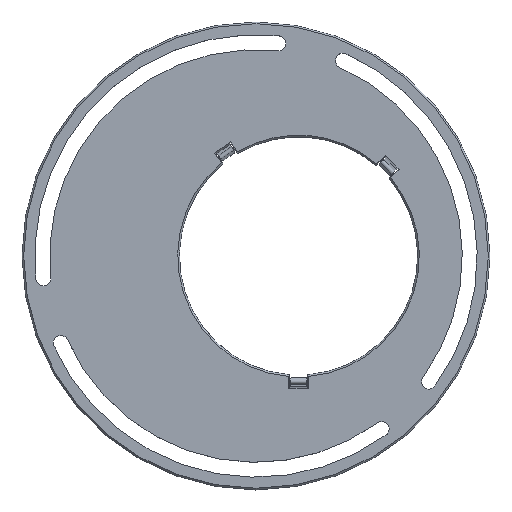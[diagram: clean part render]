
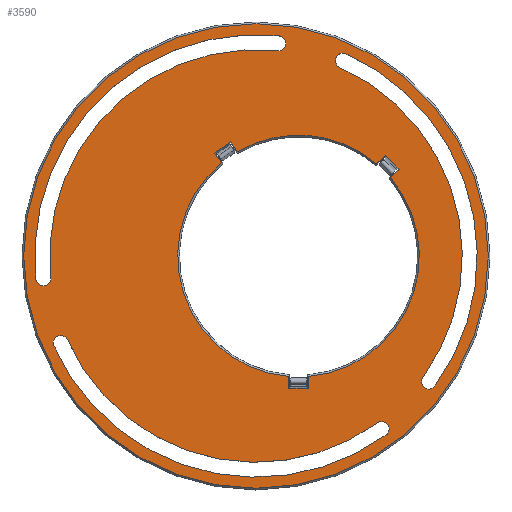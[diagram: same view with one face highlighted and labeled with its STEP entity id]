
A CAD part, top view. The second image highlights one B-rep face of the part: STEP entity #3590.
In plain terms, the highlighted planar face has unit normal (0, 0, 1).
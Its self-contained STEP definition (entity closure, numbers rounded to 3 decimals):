
#53=CARTESIAN_POINT('',(0.,0.,5.));
#54=DIRECTION('',(0.,0.,1.));
#55=DIRECTION('',(-1.,0.,0.));
#56=AXIS2_PLACEMENT_3D('',#53,#54,#55);
#58=CARTESIAN_POINT('',(0.,0.,5.));
#59=DIRECTION('',(0.,0.,1.));
#60=DIRECTION('',(1.,0.,0.));
#61=AXIS2_PLACEMENT_3D('',#58,#59,#60);
#63=DIRECTION('',(-0.707,-0.707,0.));
#64=VECTOR('',#63,2.834);
#65=CARTESIAN_POINT('',(33.629,20.413,5.));
#66=LINE('',#65,#64);
#67=DIRECTION('',(-0.707,0.707,0.));
#68=VECTOR('',#67,4.548);
#69=CARTESIAN_POINT('',(33.629,20.413,5.));
#70=LINE('',#69,#68);
#71=DIRECTION('',(-0.707,-0.707,0.));
#72=VECTOR('',#71,2.834);
#73=CARTESIAN_POINT('',(30.413,23.629,5.));
#74=LINE('',#73,#72);
#75=DIRECTION('',(0.574,-0.819,0.));
#76=VECTOR('',#75,2.834);
#77=CARTESIAN_POINT('',(-6.,26.815,5.));
#78=LINE('',#77,#76);
#79=DIRECTION('',(-0.819,-0.574,0.));
#80=VECTOR('',#79,4.548);
#81=CARTESIAN_POINT('',(-6.,26.815,5.));
#82=LINE('',#81,#80);
#83=DIRECTION('',(0.574,-0.819,0.));
#84=VECTOR('',#83,2.834);
#85=CARTESIAN_POINT('',(-9.726,24.207,5.));
#86=LINE('',#85,#84);
#87=DIRECTION('',(0.,1.,0.));
#88=VECTOR('',#87,2.834);
#89=CARTESIAN_POINT('',(7.726,-31.143,5.));
#90=LINE('',#89,#88);
#91=DIRECTION('',(1.,0.,0.));
#92=VECTOR('',#91,4.548);
#93=CARTESIAN_POINT('',(7.726,-31.143,5.));
#94=LINE('',#93,#92);
#95=DIRECTION('',(0.,1.,0.));
#96=VECTOR('',#95,2.834);
#97=CARTESIAN_POINT('',(12.274,-31.143,5.));
#98=LINE('',#97,#96);
#99=CARTESIAN_POINT('',(-49.975,-5.253,5.));
#100=DIRECTION('',(0.,0.,-1.));
#101=DIRECTION('',(0.995,0.105,0.));
#102=AXIS2_PLACEMENT_3D('',#99,#100,#101);
#104=CARTESIAN_POINT('',(0.,0.,5.));
#105=DIRECTION('',(0.,0.,-1.));
#106=DIRECTION('',(-0.995,-0.105,0.));
#107=AXIS2_PLACEMENT_3D('',#104,#105,#106);
#109=CARTESIAN_POINT('',(5.253,49.975,5.));
#110=DIRECTION('',(0.,0.,-1.));
#111=DIRECTION('',(0.105,0.995,0.));
#112=AXIS2_PLACEMENT_3D('',#109,#110,#111);
#114=CARTESIAN_POINT('',(0.,0.,5.));
#115=DIRECTION('',(0.,0.,-1.));
#116=DIRECTION('',(-0.995,-0.105,0.));
#117=AXIS2_PLACEMENT_3D('',#114,#115,#116);
#119=CARTESIAN_POINT('',(29.536,-40.653,5.));
#120=DIRECTION('',(0.,0.,-1.));
#121=DIRECTION('',(-0.588,0.809,0.));
#122=AXIS2_PLACEMENT_3D('',#119,#120,#121);
#124=CARTESIAN_POINT('',(0.,0.,5.));
#125=DIRECTION('',(0.,0.,-1.));
#126=DIRECTION('',(0.588,-0.809,0.));
#127=AXIS2_PLACEMENT_3D('',#124,#125,#126);
#129=CARTESIAN_POINT('',(-45.906,-20.439,5.));
#130=DIRECTION('',(0.,0.,-1.));
#131=DIRECTION('',(-0.914,-0.407,0.));
#132=AXIS2_PLACEMENT_3D('',#129,#130,#131);
#134=CARTESIAN_POINT('',(0.,0.,5.));
#135=DIRECTION('',(0.,0.,-1.));
#136=DIRECTION('',(0.588,-0.809,0.));
#137=AXIS2_PLACEMENT_3D('',#134,#135,#136);
#139=CARTESIAN_POINT('',(20.439,45.906,5.));
#140=DIRECTION('',(0.,0.,-1.));
#141=DIRECTION('',(-0.407,-0.914,0.));
#142=AXIS2_PLACEMENT_3D('',#139,#140,#141);
#144=CARTESIAN_POINT('',(0.,0.,5.));
#145=DIRECTION('',(0.,0.,-1.));
#146=DIRECTION('',(0.407,0.914,0.));
#147=AXIS2_PLACEMENT_3D('',#144,#145,#146);
#149=CARTESIAN_POINT('',(40.653,-29.536,5.));
#150=DIRECTION('',(0.,0.,-1.));
#151=DIRECTION('',(0.809,-0.588,0.));
#152=AXIS2_PLACEMENT_3D('',#149,#150,#151);
#154=CARTESIAN_POINT('',(0.,0.,5.));
#155=DIRECTION('',(0.,0.,-1.));
#156=DIRECTION('',(0.407,0.914,0.));
#157=AXIS2_PLACEMENT_3D('',#154,#155,#156);
#168=CARTESIAN_POINT('',(10.,0.,5.));
#169=DIRECTION('',(0.,0.,-1.));
#170=DIRECTION('',(0.761,0.648,0.));
#171=AXIS2_PLACEMENT_3D('',#168,#169,#170);
#203=CARTESIAN_POINT('',(12.274,-28.309,5.));
#2160=CARTESIAN_POINT('',(-8.1,21.885,5.));
#2190=CARTESIAN_POINT('',(10.,0.,5.));
#2191=DIRECTION('',(0.,0.,-1.));
#2192=DIRECTION('',(-0.08,-0.997,0.));
#2193=AXIS2_PLACEMENT_3D('',#2190,#2191,#2192);
#2199=CARTESIAN_POINT('',(7.726,-28.309,5.));
#2234=CARTESIAN_POINT('',(-4.374,24.494,5.));
#2260=CARTESIAN_POINT('',(10.,0.,5.));
#2261=DIRECTION('',(0.,0.,-1.));
#2262=DIRECTION('',(-0.506,0.862,0.));
#2263=AXIS2_PLACEMENT_3D('',#2260,#2261,#2262);
#2265=CARTESIAN_POINT('',(28.409,21.625,5.));
#2660=CARTESIAN_POINT('',(31.625,18.409,5.));
#3029=CARTESIAN_POINT('',(-54.6,0.,5.));
#3030=CARTESIAN_POINT('',(54.6,0.,5.));
#3031=VERTEX_POINT('',#3029);
#3032=VERTEX_POINT('',#3030);
#3071=CARTESIAN_POINT('',(7.726,-31.143,5.));
#3072=CARTESIAN_POINT('',(12.274,-31.143,5.));
#3073=VERTEX_POINT('',#3071);
#3074=VERTEX_POINT('',#3072);
#3105=CARTESIAN_POINT('',(33.629,20.413,5.));
#3106=CARTESIAN_POINT('',(30.413,23.629,5.));
#3107=VERTEX_POINT('',#3105);
#3108=VERTEX_POINT('',#3106);
#3139=CARTESIAN_POINT('',(-6.,26.815,5.));
#3140=CARTESIAN_POINT('',(-9.726,24.207,5.));
#3141=VERTEX_POINT('',#3139);
#3142=VERTEX_POINT('',#3140);
#3380=VERTEX_POINT('',#2660);
#3381=VERTEX_POINT('',#203);
#3384=VERTEX_POINT('',#2199);
#3385=VERTEX_POINT('',#2160);
#3388=VERTEX_POINT('',#2234);
#3389=VERTEX_POINT('',#2265);
#3391=CARTESIAN_POINT('',(-48.234,-5.07,5.));
#3392=CARTESIAN_POINT('',(-51.715,-5.435,5.));
#3393=VERTEX_POINT('',#3391);
#3394=VERTEX_POINT('',#3392);
#3395=CARTESIAN_POINT('',(5.435,51.715,5.));
#3396=VERTEX_POINT('',#3395);
#3397=CARTESIAN_POINT('',(5.07,48.234,5.));
#3398=VERTEX_POINT('',#3397);
#3407=CARTESIAN_POINT('',(28.508,-39.237,5.));
#3408=CARTESIAN_POINT('',(30.565,-42.069,5.));
#3409=VERTEX_POINT('',#3407);
#3410=VERTEX_POINT('',#3408);
#3411=CARTESIAN_POINT('',(-47.504,-21.15,5.));
#3412=VERTEX_POINT('',#3411);
#3413=CARTESIAN_POINT('',(-44.307,-19.727,5.));
#3414=VERTEX_POINT('',#3413);
#3423=CARTESIAN_POINT('',(19.727,44.307,5.));
#3424=CARTESIAN_POINT('',(21.15,47.504,5.));
#3425=VERTEX_POINT('',#3423);
#3426=VERTEX_POINT('',#3424);
#3427=CARTESIAN_POINT('',(42.069,-30.565,5.));
#3428=VERTEX_POINT('',#3427);
#3429=CARTESIAN_POINT('',(39.237,-28.508,5.));
#3430=VERTEX_POINT('',#3429);
#3524=CARTESIAN_POINT('',(0.,0.,5.));
#3525=DIRECTION('',(0.,0.,-1.));
#3526=DIRECTION('',(1.,0.,0.));
#3527=AXIS2_PLACEMENT_3D('',#3524,#3525,#3526);
#3528=PLANE('',#3527);
#3529=ORIENTED_EDGE('',*,*,#3514,.F.);
#3531=ORIENTED_EDGE('',*,*,#3530,.F.);
#3532=EDGE_LOOP('',(#3529,#3531));
#3533=FACE_OUTER_BOUND('',#3532,.F.);
#3535=ORIENTED_EDGE('',*,*,#3534,.F.);
#3537=ORIENTED_EDGE('',*,*,#3536,.F.);
#3539=ORIENTED_EDGE('',*,*,#3538,.T.);
#3541=ORIENTED_EDGE('',*,*,#3540,.T.);
#3543=ORIENTED_EDGE('',*,*,#3542,.F.);
#3545=ORIENTED_EDGE('',*,*,#3544,.F.);
#3547=ORIENTED_EDGE('',*,*,#3546,.T.);
#3549=ORIENTED_EDGE('',*,*,#3548,.T.);
#3551=ORIENTED_EDGE('',*,*,#3550,.F.);
#3553=ORIENTED_EDGE('',*,*,#3552,.F.);
#3555=ORIENTED_EDGE('',*,*,#3554,.T.);
#3557=ORIENTED_EDGE('',*,*,#3556,.T.);
#3558=EDGE_LOOP('',(#3535,#3537,#3539,#3541,#3543,#3545,#3547,#3549,#3551,#3553,
#3555,#3557));
#3559=FACE_BOUND('',#3558,.F.);
#3561=ORIENTED_EDGE('',*,*,#3560,.F.);
#3563=ORIENTED_EDGE('',*,*,#3562,.T.);
#3565=ORIENTED_EDGE('',*,*,#3564,.F.);
#3567=ORIENTED_EDGE('',*,*,#3566,.F.);
#3568=EDGE_LOOP('',(#3561,#3563,#3565,#3567));
#3569=FACE_BOUND('',#3568,.F.);
#3571=ORIENTED_EDGE('',*,*,#3570,.F.);
#3573=ORIENTED_EDGE('',*,*,#3572,.T.);
#3575=ORIENTED_EDGE('',*,*,#3574,.F.);
#3577=ORIENTED_EDGE('',*,*,#3576,.F.);
#3578=EDGE_LOOP('',(#3571,#3573,#3575,#3577));
#3579=FACE_BOUND('',#3578,.F.);
#3581=ORIENTED_EDGE('',*,*,#3580,.F.);
#3583=ORIENTED_EDGE('',*,*,#3582,.T.);
#3585=ORIENTED_EDGE('',*,*,#3584,.F.);
#3587=ORIENTED_EDGE('',*,*,#3586,.F.);
#3588=EDGE_LOOP('',(#3581,#3583,#3585,#3587));
#3589=FACE_BOUND('',#3588,.F.);
#3590=ADVANCED_FACE('',(#3533,#3559,#3569,#3579,#3589),#3528,.F.);
#57=CIRCLE('',#56,54.6);
#62=CIRCLE('',#61,54.6);
#103=CIRCLE('',#102,1.75);
#108=CIRCLE('',#107,48.5);
#113=CIRCLE('',#112,1.75);
#118=CIRCLE('',#117,52.);
#123=CIRCLE('',#122,1.75);
#128=CIRCLE('',#127,48.5);
#133=CIRCLE('',#132,1.75);
#138=CIRCLE('',#137,52.);
#143=CIRCLE('',#142,1.75);
#148=CIRCLE('',#147,48.5);
#153=CIRCLE('',#152,1.75);
#158=CIRCLE('',#157,52.);
#172=CIRCLE('',#171,28.4);
#2194=CIRCLE('',#2193,28.4);
#2264=CIRCLE('',#2263,28.4);
#3514=EDGE_CURVE('',#3031,#3032,#57,.T.);
#3530=EDGE_CURVE('',#3032,#3031,#62,.T.);
#3534=EDGE_CURVE('',#3380,#3381,#172,.T.);
#3536=EDGE_CURVE('',#3107,#3380,#66,.T.);
#3538=EDGE_CURVE('',#3107,#3108,#70,.T.);
#3540=EDGE_CURVE('',#3108,#3389,#74,.T.);
#3542=EDGE_CURVE('',#3388,#3389,#2264,.T.);
#3544=EDGE_CURVE('',#3141,#3388,#78,.T.);
#3546=EDGE_CURVE('',#3141,#3142,#82,.T.);
#3548=EDGE_CURVE('',#3142,#3385,#86,.T.);
#3550=EDGE_CURVE('',#3384,#3385,#2194,.T.);
#3552=EDGE_CURVE('',#3073,#3384,#90,.T.);
#3554=EDGE_CURVE('',#3073,#3074,#94,.T.);
#3556=EDGE_CURVE('',#3074,#3381,#98,.T.);
#3560=EDGE_CURVE('',#3393,#3394,#103,.T.);
#3562=EDGE_CURVE('',#3393,#3398,#108,.T.);
#3564=EDGE_CURVE('',#3396,#3398,#113,.T.);
#3566=EDGE_CURVE('',#3394,#3396,#118,.T.);
#3570=EDGE_CURVE('',#3409,#3410,#123,.T.);
#3572=EDGE_CURVE('',#3409,#3414,#128,.T.);
#3574=EDGE_CURVE('',#3412,#3414,#133,.T.);
#3576=EDGE_CURVE('',#3410,#3412,#138,.T.);
#3580=EDGE_CURVE('',#3425,#3426,#143,.T.);
#3582=EDGE_CURVE('',#3425,#3430,#148,.T.);
#3584=EDGE_CURVE('',#3428,#3430,#153,.T.);
#3586=EDGE_CURVE('',#3426,#3428,#158,.T.);
